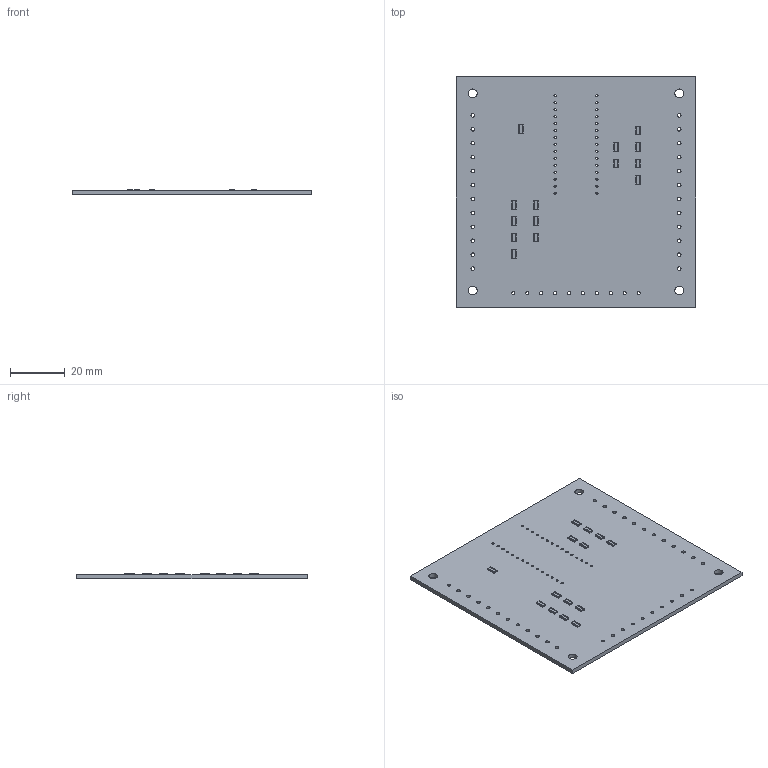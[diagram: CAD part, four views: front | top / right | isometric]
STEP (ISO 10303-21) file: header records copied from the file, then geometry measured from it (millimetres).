
FILE_DESCRIPTION(('KiCad electronic assembly'),'2;1');
FILE_NAME('Arduino_control_board.step','2020-07-11T11:59:09',( 'An Author'),('A Company'),'Open CASCADE STEP processor 6.9', 'KiCad to STEP converter','Unknown');
FILE_SCHEMA(('AUTOMOTIVE_DESIGN { 1 0 10303 214 1 1 1 1 }'));
Length unit declared in the file: millimetre
Products named in the file (4): Open CASCADE STEP translator 6.9 1; R_Array_Convex_4x0603; SOLID; COMPOUND
Assembly tree (16 placements, depth 3):
  Open CASCADE STEP translator 6.9 1
    R_Array_Convex_4x0603  x14
      SOLID
    COMPOUND
Bounding box: 87.24 x 83.88 x 2.15 mm (x, y, z)
Volume: 11595.9 mm3; surface area: 15615.9 mm2
Topology: 15 solids, 15 shells, 2958 faces, 8980 edges, 6052 vertices
Faces by surface type: plane 1910, cylinder 1048
Full cylindrical faces by diameter (mm): 0.8 x30, 1.1 x10, 1.3 x24, 3.2 x4
Entity records: 23195 total; most frequent: CARTESIAN_POINT 4841, DIRECTION 3178, LINE 1956, VECTOR 1956, ORIENTED_EDGE 1684, PCURVE 1684, DEFINITIONAL_REPRESENTATION 1684, EDGE_CURVE 842
